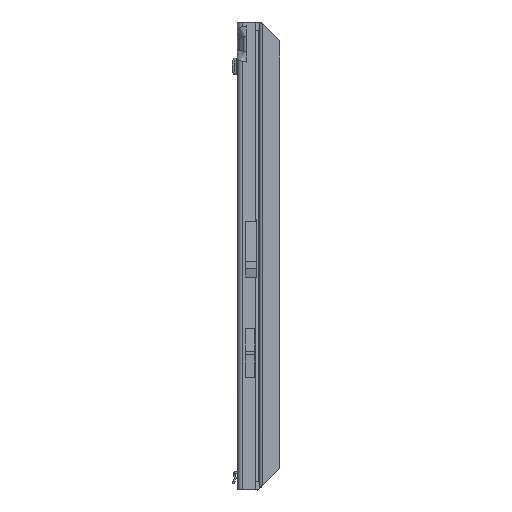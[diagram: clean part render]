
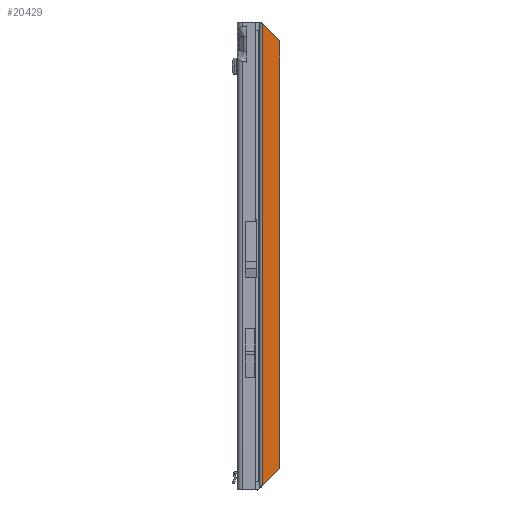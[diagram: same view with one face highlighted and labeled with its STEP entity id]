
A CAD part, front view. The second image highlights one B-rep face of the part: STEP entity #20429.
In plain terms, the highlighted planar face has unit normal (0, -1, 0).
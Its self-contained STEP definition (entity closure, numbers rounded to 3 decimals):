
#561 = DIRECTION ( 'NONE',  ( 0., -1., 0. ) ) ;
#717 = LINE ( 'NONE', #15132, #876 ) ;
#876 = VECTOR ( 'NONE', #9067, 1000. ) ;
#900 = CARTESIAN_POINT ( 'NONE',  ( 13.5, 0.9, -14.2 ) ) ;
#1694 = EDGE_CURVE ( 'NONE', #13283, #4889, #24062, .T. ) ;
#2656 = ORIENTED_EDGE ( 'NONE', *, *, #1694, .T. ) ;
#3178 = EDGE_CURVE ( 'NONE', #10642, #19235, #717, .T. ) ;
#4889 = VERTEX_POINT ( 'NONE', #10281 ) ;
#5230 = DIRECTION ( 'NONE',  ( -0.707, 0., 0.707 ) ) ;
#5755 = VECTOR ( 'NONE', #20297, 1000. ) ;
#9067 = DIRECTION ( 'NONE',  ( 0.707, 0., 0.707 ) ) ;
#10260 = LINE ( 'NONE', #14488, #5755 ) ;
#10281 = CARTESIAN_POINT ( 'NONE',  ( 0.5, 0.9, -1.2 ) ) ;
#10642 = VERTEX_POINT ( 'NONE', #23615 ) ;
#10979 = CARTESIAN_POINT ( 'NONE',  ( 0., 0.9, 0. ) ) ;
#11064 = ORIENTED_EDGE ( 'NONE', *, *, #3178, .T. ) ;
#12542 = DIRECTION ( 'NONE',  ( 0., 0., -1. ) ) ;
#13283 = VERTEX_POINT ( 'NONE', #900 ) ;
#13620 = EDGE_CURVE ( 'NONE', #4889, #10642, #21197, .T. ) ;
#14117 = VECTOR ( 'NONE', #12542, 1000. ) ;
#14488 = CARTESIAN_POINT ( 'NONE',  ( 13.5, 0.9, -348. ) ) ;
#15132 = CARTESIAN_POINT ( 'NONE',  ( 173.65, 0.9, -173.65 ) ) ;
#15211 = ORIENTED_EDGE ( 'NONE', *, *, #26216, .F. ) ;
#16104 = AXIS2_PLACEMENT_3D ( 'NONE', #10979, #561, #21697 ) ;
#17888 = CARTESIAN_POINT ( 'NONE',  ( -0.35, 0.9, -0.35 ) ) ;
#17935 = VECTOR ( 'NONE', #5230, 1000. ) ;
#18999 = ORIENTED_EDGE ( 'NONE', *, *, #13620, .T. ) ;
#19235 = VERTEX_POINT ( 'NONE', #22493 ) ;
#20297 = DIRECTION ( 'NONE',  ( 0., 0., -1. ) ) ;
#20429 = ADVANCED_FACE ( 'NONE', ( #25564 ), #21411, .T. ) ;
#21197 = LINE ( 'NONE', #22992, #14117 ) ;
#21411 = PLANE ( 'NONE',  #16104 ) ;
#21697 = DIRECTION ( 'NONE',  ( 1., 0., 0. ) ) ;
#22493 = CARTESIAN_POINT ( 'NONE',  ( 13.5, 0.9, -333.8 ) ) ;
#22992 = CARTESIAN_POINT ( 'NONE',  ( 0.5, 0.9, 0. ) ) ;
#23615 = CARTESIAN_POINT ( 'NONE',  ( 0.5, 0.9, -346.8 ) ) ;
#24060 = EDGE_LOOP ( 'NONE', ( #18999, #11064, #15211, #2656 ) ) ;
#24062 = LINE ( 'NONE', #17888, #17935 ) ;
#25564 = FACE_OUTER_BOUND ( 'NONE', #24060, .T. ) ;
#26216 = EDGE_CURVE ( 'NONE', #13283, #19235, #10260, .T. ) ;
